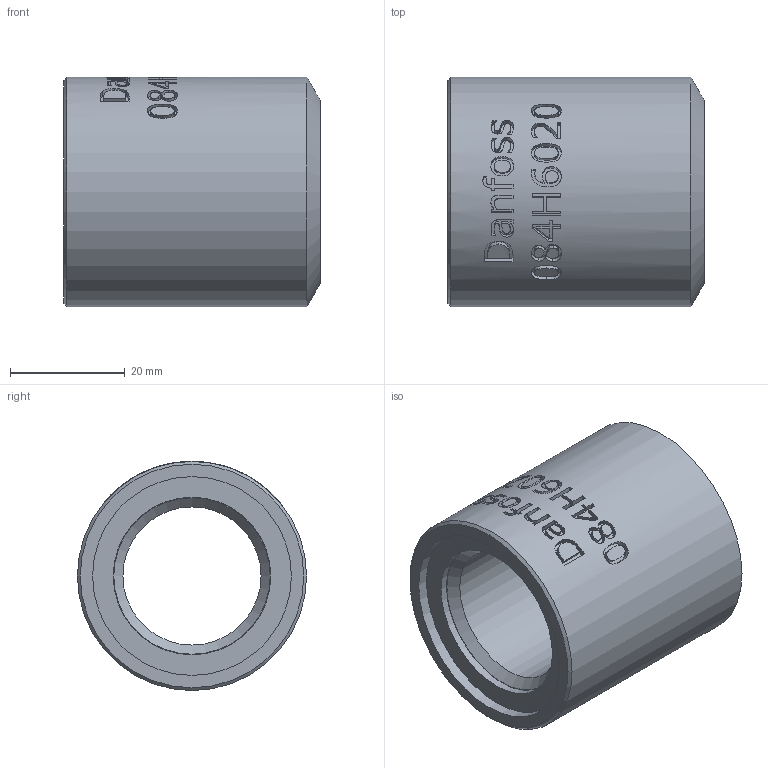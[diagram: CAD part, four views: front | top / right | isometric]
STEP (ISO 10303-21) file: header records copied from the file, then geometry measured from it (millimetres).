
FILE_DESCRIPTION(/* description */ ('Weld connector G3/4'),/* implementation_level */ '2;1');
FILE_NAME(/* name */ '084H6020.step',/* time_stamp */ '2020-06-03T13:32:54+05:00',/* author */ ('U265739'),/* organization */ (''),/* preprocessor_version */ 'ST-DEVELOPER v16.1',/* originating_system */ 'Autodesk Inventor 2016',/* authorisation */ '');
FILE_SCHEMA (('AUTOMOTIVE_DESIGN { 1 0 10303 214 3 1 1 }'));
Length unit declared in the file: millimetre
Products named in the file (1): 084H6020
Bounding box: 44.75 x 40 x 40 mm (x, y, z)
Volume: 28705.6 mm3; surface area: 10984.1 mm2
Topology: 1 solids, 1 shells, 273 faces, 729 edges, 485 vertices
Faces by surface type: bspline 159, plane 80, cylinder 30, cone 4
Full cylindrical faces by diameter (mm): 24.117 x1, 27.5 x1, 30 x1, 34.7 x1, 40 x1
Entity records: 12629 total; most frequent: CARTESIAN_POINT 6843, ORIENTED_EDGE 1436, EDGE_CURVE 718, DIRECTION 713, VERTEX_POINT 483, B_SPLINE_CURVE_WITH_KNOTS 318, LINE 317, VECTOR 317
